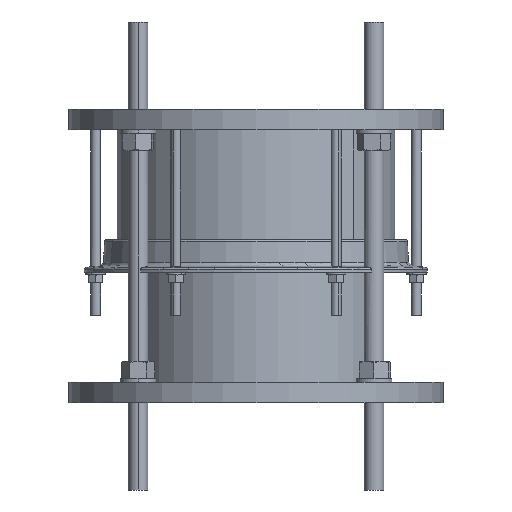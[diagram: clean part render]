
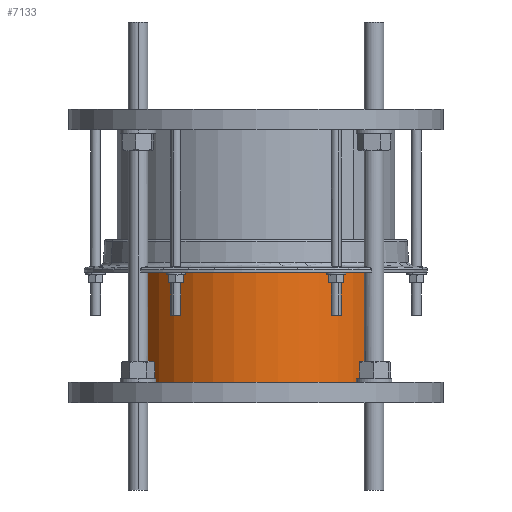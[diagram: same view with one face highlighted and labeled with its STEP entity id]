
A CAD part, front view. The second image highlights one B-rep face of the part: STEP entity #7133.
In plain terms, the highlighted cylindrical face has radius 156 mm (diameter 312 mm), a partial arc.
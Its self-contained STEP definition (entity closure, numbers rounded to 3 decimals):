
#292 = EDGE_CURVE ( 'NONE', #13546, #9673, #8884, .T. ) ;
#367 = CARTESIAN_POINT ( 'NONE',  ( 156., 0., 275. ) ) ;
#452 = DIRECTION ( 'NONE',  ( 0., 0., -1. ) ) ;
#568 = CARTESIAN_POINT ( 'NONE',  ( -156., 0., 25. ) ) ;
#1361 = DIRECTION ( 'NONE',  ( -1., 0., 0. ) ) ;
#1365 = DIRECTION ( 'NONE',  ( 0., 0., -1. ) ) ;
#1366 = CARTESIAN_POINT ( 'NONE',  ( 0., 0., 275. ) ) ;
#1825 = CIRCLE ( 'NONE', #2126, 156. ) ;
#1902 = CIRCLE ( 'NONE', #2186, 156. ) ;
#2126 = AXIS2_PLACEMENT_3D ( 'NONE', #10550, #10551, #10552 ) ;
#2186 = AXIS2_PLACEMENT_3D ( 'NONE', #10917, #10918, #10919 ) ;
#2564 = ORIENTED_EDGE ( 'NONE', *, *, #7361, .F. ) ;
#2607 = VERTEX_POINT ( 'NONE', #568 ) ;
#2626 = ORIENTED_EDGE ( 'NONE', *, *, #6337, .T. ) ;
#2648 = ORIENTED_EDGE ( 'NONE', *, *, #7437, .T. ) ;
#2986 = DIRECTION ( 'NONE',  ( 0., 0., -1. ) ) ;
#2995 = CARTESIAN_POINT ( 'NONE',  ( -156., 0., 275. ) ) ;
#6337 = EDGE_CURVE ( 'NONE', #13483, #2607, #6506, .T. ) ;
#6506 = LINE ( 'NONE', #2995, #6512 ) ;
#6512 = VECTOR ( 'NONE', #2986, 1000. ) ;
#6870 = FACE_OUTER_BOUND ( 'NONE', #7663, .T. ) ;
#6880 = CYLINDRICAL_SURFACE ( 'NONE', #12753, 156. ) ;
#7133 = ADVANCED_FACE ( 'NONE', ( #6870 ), #6880, .T. ) ;
#7361 = EDGE_CURVE ( 'NONE', #13483, #13546, #1825, .T. ) ;
#7437 = EDGE_CURVE ( 'NONE', #2607, #9673, #1902, .T. ) ;
#7663 = EDGE_LOOP ( 'NONE', ( #12409, #2564, #2626, #2648 ) ) ;
#8630 = CARTESIAN_POINT ( 'NONE',  ( -156., 0., 160. ) ) ;
#8662 = CARTESIAN_POINT ( 'NONE',  ( 156., 0., 160. ) ) ;
#8884 = LINE ( 'NONE', #367, #8886 ) ;
#8886 = VECTOR ( 'NONE', #452, 1000. ) ;
#9673 = VERTEX_POINT ( 'NONE', #11984 ) ;
#10550 = CARTESIAN_POINT ( 'NONE',  ( 0., 0., 160. ) ) ;
#10551 = DIRECTION ( 'NONE',  ( 0., 0., 1. ) ) ;
#10552 = DIRECTION ( 'NONE',  ( 1., 0., 0. ) ) ;
#10917 = CARTESIAN_POINT ( 'NONE',  ( 0., 0., 25. ) ) ;
#10918 = DIRECTION ( 'NONE',  ( 0., 0., 1. ) ) ;
#10919 = DIRECTION ( 'NONE',  ( 1., 0., 0. ) ) ;
#11984 = CARTESIAN_POINT ( 'NONE',  ( 156., 0., 25. ) ) ;
#12409 = ORIENTED_EDGE ( 'NONE', *, *, #292, .F. ) ;
#12753 = AXIS2_PLACEMENT_3D ( 'NONE', #1366, #1365, #1361 ) ;
#13483 = VERTEX_POINT ( 'NONE', #8630 ) ;
#13546 = VERTEX_POINT ( 'NONE', #8662 ) ;
